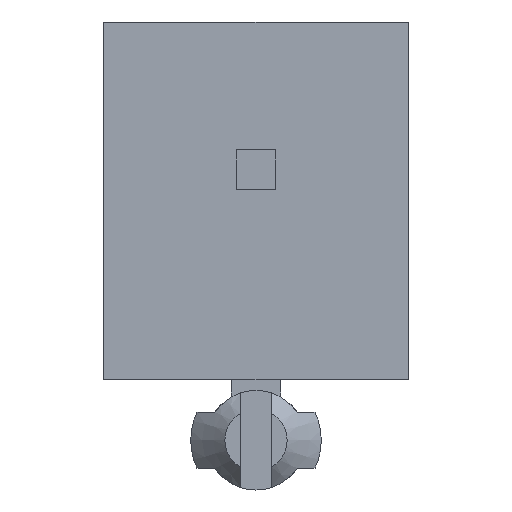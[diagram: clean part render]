
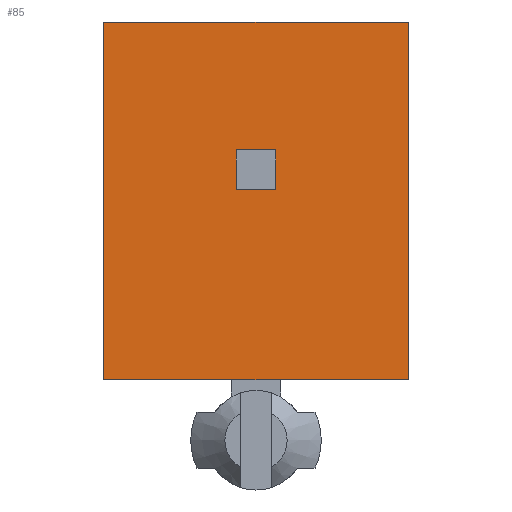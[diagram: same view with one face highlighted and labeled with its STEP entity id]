
A CAD part, front view. The second image highlights one B-rep face of the part: STEP entity #85.
In plain terms, the highlighted planar face has unit normal (0, -1, 0).
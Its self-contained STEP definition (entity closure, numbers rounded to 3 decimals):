
#1 = ORIENTED_EDGE ( 'NONE', *, *, #3, .T. ) ;
#2 = ORIENTED_EDGE ( 'NONE', *, *, #33, .F. ) ;
#3 = EDGE_CURVE ( 'NONE', #84, #81, #632, .T. ) ;
#6 = EDGE_CURVE ( 'NONE', #84, #105, #622, .T. ) ;
#33 = EDGE_CURVE ( 'NONE', #45, #44, #664, .T. ) ;
#38 = ORIENTED_EDGE ( 'NONE', *, *, #39, .F. ) ;
#39 = EDGE_CURVE ( 'NONE', #44, #40, #713, .T. ) ;
#40 = VERTEX_POINT ( 'NONE', #709 ) ;
#41 = VERTEX_POINT ( 'NONE', #708 ) ;
#42 = EDGE_CURVE ( 'NONE', #40, #41, #707, .T. ) ;
#43 = ORIENTED_EDGE ( 'NONE', *, *, #42, .F. ) ;
#44 = VERTEX_POINT ( 'NONE', #703 ) ;
#45 = VERTEX_POINT ( 'NONE', #702 ) ;
#46 = ORIENTED_EDGE ( 'NONE', *, *, #47, .F. ) ;
#47 = EDGE_CURVE ( 'NONE', #41, #45, #701, .T. ) ;
#78 = ORIENTED_EDGE ( 'NONE', *, *, #83, .T. ) ;
#79 = ORIENTED_EDGE ( 'NONE', *, *, #111, .F. ) ;
#80 = ORIENTED_EDGE ( 'NONE', *, *, #6, .F. ) ;
#81 = VERTEX_POINT ( 'NONE', #809 ) ;
#82 = EDGE_LOOP ( 'NONE', ( #2, #46, #43, #38 ) ) ;
#83 = EDGE_CURVE ( 'NONE', #81, #108, #803, .T. ) ;
#84 = VERTEX_POINT ( 'NONE', #799 ) ;
#85 = ADVANCED_FACE ( 'NONE', ( #798, #797 ), #796, .F. ) ;
#86 = EDGE_LOOP ( 'NONE', ( #78, #79, #80, #1 ) ) ;
#105 = VERTEX_POINT ( 'NONE', #829 ) ;
#108 = VERTEX_POINT ( 'NONE', #824 ) ;
#111 = EDGE_CURVE ( 'NONE', #105, #108, #822, .T. ) ;
#619 = DIRECTION ( 'NONE',  ( 0., 0., -1. ) ) ;
#620 = VECTOR ( 'NONE', #619, 1000. ) ;
#621 = CARTESIAN_POINT ( 'NONE',  ( 2.45, 0., 2.875 ) ) ;
#622 = LINE ( 'NONE', #621, #620 ) ;
#629 = DIRECTION ( 'NONE',  ( -1., 0., 0. ) ) ;
#630 = VECTOR ( 'NONE', #629, 1000. ) ;
#631 = CARTESIAN_POINT ( 'NONE',  ( 2.45, 0., 2.875 ) ) ;
#632 = LINE ( 'NONE', #631, #630 ) ;
#661 = DIRECTION ( 'NONE',  ( 1., 0., 0. ) ) ;
#662 = VECTOR ( 'NONE', #661, 1000. ) ;
#663 = CARTESIAN_POINT ( 'NONE',  ( 2.45, 0., 0.18 ) ) ;
#664 = LINE ( 'NONE', #663, #662 ) ;
#698 = DIRECTION ( 'NONE',  ( 0., 0., -1. ) ) ;
#699 = VECTOR ( 'NONE', #698, 1000. ) ;
#700 = CARTESIAN_POINT ( 'NONE',  ( -0.32, 0., 2.875 ) ) ;
#701 = LINE ( 'NONE', #700, #699 ) ;
#702 = CARTESIAN_POINT ( 'NONE',  ( -0.32, 0., 0.18 ) ) ;
#703 = CARTESIAN_POINT ( 'NONE',  ( 0.32, 0., 0.18 ) ) ;
#704 = DIRECTION ( 'NONE',  ( -1., 0., 0. ) ) ;
#705 = VECTOR ( 'NONE', #704, 1000. ) ;
#706 = CARTESIAN_POINT ( 'NONE',  ( 2.45, 0., 0.82 ) ) ;
#707 = LINE ( 'NONE', #706, #705 ) ;
#708 = CARTESIAN_POINT ( 'NONE',  ( -0.32, 0., 0.82 ) ) ;
#709 = CARTESIAN_POINT ( 'NONE',  ( 0.32, 0., 0.82 ) ) ;
#710 = DIRECTION ( 'NONE',  ( 0., 0., 1. ) ) ;
#711 = VECTOR ( 'NONE', #710, 1000. ) ;
#712 = CARTESIAN_POINT ( 'NONE',  ( 0.32, 0., 2.875 ) ) ;
#713 = LINE ( 'NONE', #712, #711 ) ;
#792 = DIRECTION ( 'NONE',  ( 0., 0., 1. ) ) ;
#793 = DIRECTION ( 'NONE',  ( 0., 1., 0. ) ) ;
#794 = CARTESIAN_POINT ( 'NONE',  ( 2.45, 0., 2.875 ) ) ;
#795 = AXIS2_PLACEMENT_3D ( 'NONE', #794, #793, #792 ) ;
#796 = PLANE ( 'NONE',  #795 ) ;
#797 = FACE_BOUND ( 'NONE', #82, .T. ) ;
#798 = FACE_OUTER_BOUND ( 'NONE', #86, .T. ) ;
#799 = CARTESIAN_POINT ( 'NONE',  ( 2.45, 0., 2.875 ) ) ;
#800 = DIRECTION ( 'NONE',  ( 0., 0., -1. ) ) ;
#801 = VECTOR ( 'NONE', #800, 1000. ) ;
#802 = CARTESIAN_POINT ( 'NONE',  ( -2.45, 0., 2.875 ) ) ;
#803 = LINE ( 'NONE', #802, #801 ) ;
#809 = CARTESIAN_POINT ( 'NONE',  ( -2.45, 0., 2.875 ) ) ;
#819 = DIRECTION ( 'NONE',  ( -1., 0., 0. ) ) ;
#820 = VECTOR ( 'NONE', #819, 1000. ) ;
#821 = CARTESIAN_POINT ( 'NONE',  ( 2.45, 0., -2.875 ) ) ;
#822 = LINE ( 'NONE', #821, #820 ) ;
#824 = CARTESIAN_POINT ( 'NONE',  ( -2.45, 0., -2.875 ) ) ;
#829 = CARTESIAN_POINT ( 'NONE',  ( 2.45, 0., -2.875 ) ) ;
